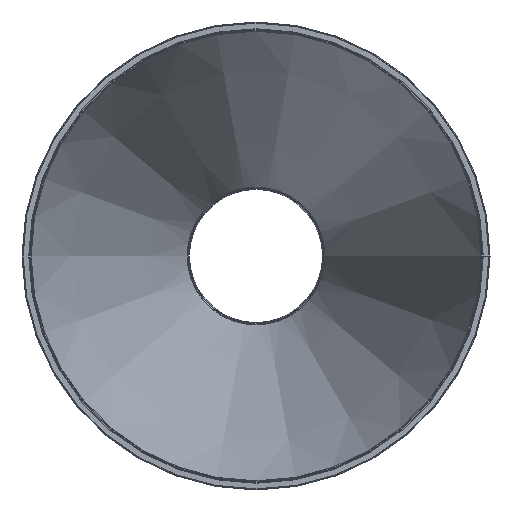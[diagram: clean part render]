
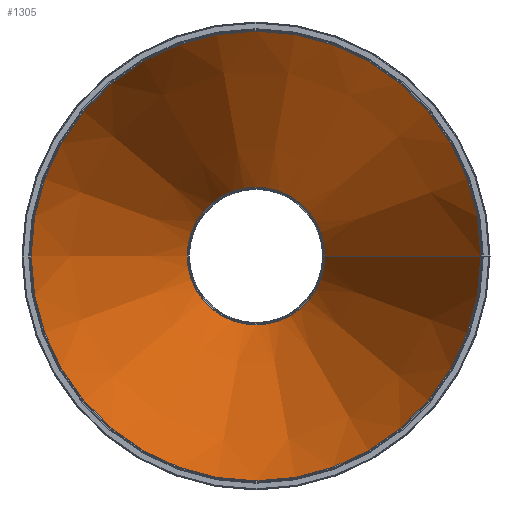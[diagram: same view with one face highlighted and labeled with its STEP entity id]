
A CAD part, front view. The second image highlights one B-rep face of the part: STEP entity #1305.
In plain terms, the highlighted conical face has half-angle 20.235 degrees and reference radius 199.613 mm.
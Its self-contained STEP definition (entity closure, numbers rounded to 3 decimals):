
#800=CARTESIAN_POINT('',(60.899,382.692,0.0));
#801=VERTEX_POINT('',#800);
#833=CARTESIAN_POINT('',(60.899,382.692,-0.001));
#834=VERTEX_POINT('',#833);
#874=CARTESIAN_POINT('',(199.613,6.393,0.0));
#875=VERTEX_POINT('',#874);
#882=CARTESIAN_POINT('',(60.899,382.692,0.0));
#883=DIRECTION('',(0.346,-0.938,0.0));
#884=VECTOR('',#883,401.051);
#885=LINE('',#882,#884);
#886=EDGE_CURVE('',#801,#875,#885,.T.);
#897=CARTESIAN_POINT('',(199.613,6.393,-0.003));
#898=VERTEX_POINT('',#897);
#899=CARTESIAN_POINT('',(199.613,6.393,-0.003));
#900=DIRECTION('',(-0.346,0.938,0.));
#901=VECTOR('',#900,401.051);
#902=LINE('',#899,#901);
#903=EDGE_CURVE('',#898,#834,#902,.T.);
#1276=CARTESIAN_POINT('',(0.,6.393,0.0));
#1277=DIRECTION('',(0.0,-1.0,0.0));
#1278=DIRECTION('',(1.0,0.0,0.0));
#1279=AXIS2_PLACEMENT_3D('',#1276,#1277,#1278);
#1280=CIRCLE('',#1279,199.613);
#1281=EDGE_CURVE('',#875,#898,#1280,.T.);
#1288=CARTESIAN_POINT('',(0.,6.393,0.0));
#1289=DIRECTION('',(0.,-1.0,0.0));
#1290=DIRECTION('',(1.,0.,0.));
#1291=AXIS2_PLACEMENT_3D('',#1288,#1289,#1290);
#1292=CONICAL_SURFACE('',#1291,199.613,20.235);
#1293=ORIENTED_EDGE('',*,*,#903,.T.);
#1294=CARTESIAN_POINT('',(0.,382.692,0.0));
#1295=DIRECTION('',(0.0,-1.0,0.0));
#1296=DIRECTION('',(1.0,0.0,0.0));
#1297=AXIS2_PLACEMENT_3D('',#1294,#1295,#1296);
#1298=CIRCLE('',#1297,60.899);
#1299=EDGE_CURVE('',#801,#834,#1298,.T.);
#1300=ORIENTED_EDGE('',*,*,#1299,.F.);
#1301=ORIENTED_EDGE('',*,*,#886,.T.);
#1302=ORIENTED_EDGE('',*,*,#1281,.T.);
#1303=EDGE_LOOP('',(#1293,#1300,#1301,#1302));
#1304=FACE_OUTER_BOUND('',#1303,.T.);
#1305=ADVANCED_FACE('',(#1304),#1292,.F.);
